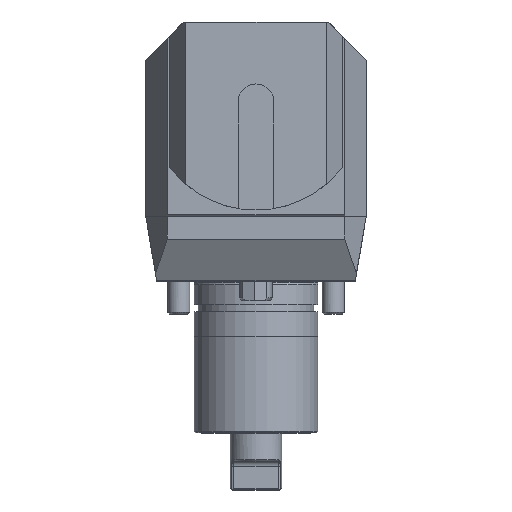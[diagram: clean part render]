
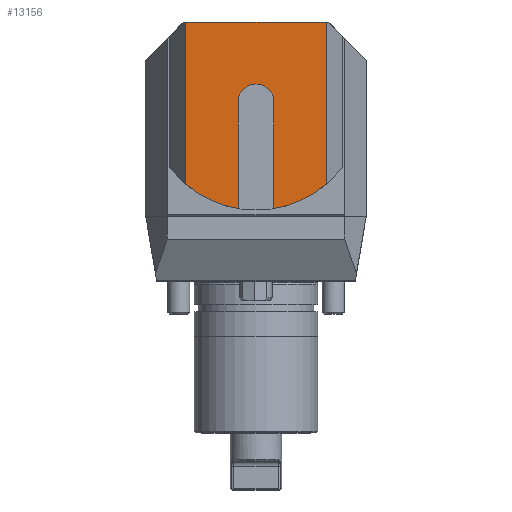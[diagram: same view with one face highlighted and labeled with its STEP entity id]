
A CAD part, top view. The second image highlights one B-rep face of the part: STEP entity #13156.
In plain terms, the highlighted planar face has unit normal (0, 0, 1).
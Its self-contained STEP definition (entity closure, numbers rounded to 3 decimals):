
#544 = DIRECTION ( 'NONE',  ( 0., 1., 0. ) ) ;
#1029 = EDGE_CURVE ( 'NONE', #26092, #19302, #7383, .T. ) ;
#1423 = CARTESIAN_POINT ( 'NONE',  ( 0.596, 52., 96.5 ) ) ;
#1905 = DIRECTION ( 'NONE',  ( 0., 0., 1. ) ) ;
#1956 = DIRECTION ( 'NONE',  ( -1., 0., 0. ) ) ;
#2399 = VERTEX_POINT ( 'NONE', #18533 ) ;
#2497 = LINE ( 'NONE', #14764, #21288 ) ;
#2915 = VECTOR ( 'NONE', #544, 1000. ) ;
#2965 = CARTESIAN_POINT ( 'NONE',  ( -24.881, 22.142, 96.5 ) ) ;
#3530 = DIRECTION ( 'NONE',  ( 0., -1., 0. ) ) ;
#4158 = ORIENTED_EDGE ( 'NONE', *, *, #22018, .T. ) ;
#4935 = EDGE_CURVE ( 'NONE', #9712, #22603, #14355, .T. ) ;
#5024 = ORIENTED_EDGE ( 'NONE', *, *, #17619, .T. ) ;
#5219 = AXIS2_PLACEMENT_3D ( 'NONE', #1423, #23828, #3530 ) ;
#5771 = DIRECTION ( 'NONE',  ( 0., -1., 0. ) ) ;
#6260 = VERTEX_POINT ( 'NONE', #9527 ) ;
#6297 = PLANE ( 'NONE',  #25804 ) ;
#6353 = VECTOR ( 'NONE', #21941, 1000. ) ;
#6406 = ORIENTED_EDGE ( 'NONE', *, *, #18494, .T. ) ;
#6882 = ORIENTED_EDGE ( 'NONE', *, *, #1029, .F. ) ;
#7383 = CIRCLE ( 'NONE', #12928, 6.5 ) ;
#7557 = AXIS2_PLACEMENT_3D ( 'NONE', #19750, #19626, #7745 ) ;
#7745 = DIRECTION ( 'NONE',  ( 0., -1., 0. ) ) ;
#8998 = CARTESIAN_POINT ( 'NONE',  ( 7.096, 52., 96.5 ) ) ;
#9527 = CARTESIAN_POINT ( 'NONE',  ( -24.881, 81., 96.5 ) ) ;
#9712 = VERTEX_POINT ( 'NONE', #14545 ) ;
#9971 = LINE ( 'NONE', #18355, #18194 ) ;
#10161 = FACE_OUTER_BOUND ( 'NONE', #11382, .T. ) ;
#10229 = ORIENTED_EDGE ( 'NONE', *, *, #21564, .T. ) ;
#10362 = CARTESIAN_POINT ( 'NONE',  ( 26.072, 22.142, 96.5 ) ) ;
#10398 = CARTESIAN_POINT ( 'NONE',  ( 7.096, 52., 96.5 ) ) ;
#10532 = LINE ( 'NONE', #10398, #2915 ) ;
#11135 = EDGE_CURVE ( 'NONE', #19302, #2399, #16419, .T. ) ;
#11382 = EDGE_LOOP ( 'NONE', ( #4158, #6406, #10229, #5024, #23215, #6882, #12890, #15423 ) ) ;
#12890 = ORIENTED_EDGE ( 'NONE', *, *, #14356, .F. ) ;
#12928 = AXIS2_PLACEMENT_3D ( 'NONE', #18828, #24860, #16826 ) ;
#13156 = ADVANCED_FACE ( 'Defeature completata1_115', ( #10161 ), #6297, .T. ) ;
#14355 = CIRCLE ( 'NONE', #7557, 39.25 ) ;
#14356 = EDGE_CURVE ( 'NONE', #9712, #26092, #10532, .T. ) ;
#14394 = CARTESIAN_POINT ( 'NONE',  ( -5.904, 52., 96.5 ) ) ;
#14545 = CARTESIAN_POINT ( 'NONE',  ( 7.096, 13.292, 96.5 ) ) ;
#14764 = CARTESIAN_POINT ( 'NONE',  ( 26.072, 52., 96.5 ) ) ;
#14766 = VERTEX_POINT ( 'NONE', #14964 ) ;
#14964 = CARTESIAN_POINT ( 'NONE',  ( 26.072, 81., 96.5 ) ) ;
#15423 = ORIENTED_EDGE ( 'NONE', *, *, #4935, .T. ) ;
#16181 = CARTESIAN_POINT ( 'NONE',  ( 0.596, 52., 96.5 ) ) ;
#16419 = LINE ( 'NONE', #14394, #24024 ) ;
#16732 = CIRCLE ( 'NONE', #5219, 39.25 ) ;
#16826 = DIRECTION ( 'NONE',  ( 0., -1., 0. ) ) ;
#17619 = EDGE_CURVE ( 'NONE', #18773, #2399, #16732, .T. ) ;
#18194 = VECTOR ( 'NONE', #1956, 1000. ) ;
#18355 = CARTESIAN_POINT ( 'NONE',  ( 0.596, 81., 96.5 ) ) ;
#18494 = EDGE_CURVE ( 'NONE', #14766, #6260, #9971, .T. ) ;
#18533 = CARTESIAN_POINT ( 'NONE',  ( -5.904, 13.292, 96.5 ) ) ;
#18773 = VERTEX_POINT ( 'NONE', #2965 ) ;
#18828 = CARTESIAN_POINT ( 'NONE',  ( 0.596, 52., 96.5 ) ) ;
#19302 = VERTEX_POINT ( 'NONE', #22327 ) ;
#19626 = DIRECTION ( 'NONE',  ( 0., 0., 1. ) ) ;
#19750 = CARTESIAN_POINT ( 'NONE',  ( 0.596, 52., 96.5 ) ) ;
#19831 = LINE ( 'NONE', #23568, #6353 ) ;
#21288 = VECTOR ( 'NONE', #22914, 1000. ) ;
#21564 = EDGE_CURVE ( 'NONE', #6260, #18773, #19831, .T. ) ;
#21941 = DIRECTION ( 'NONE',  ( 0., -1., 0. ) ) ;
#22018 = EDGE_CURVE ( 'NONE', #22603, #14766, #2497, .T. ) ;
#22327 = CARTESIAN_POINT ( 'NONE',  ( -5.904, 52., 96.5 ) ) ;
#22533 = DIRECTION ( 'NONE',  ( 0., -1., 0. ) ) ;
#22603 = VERTEX_POINT ( 'NONE', #10362 ) ;
#22914 = DIRECTION ( 'NONE',  ( 0., 1., 0. ) ) ;
#23215 = ORIENTED_EDGE ( 'NONE', *, *, #11135, .F. ) ;
#23568 = CARTESIAN_POINT ( 'NONE',  ( -24.881, 52., 96.5 ) ) ;
#23828 = DIRECTION ( 'NONE',  ( 0., 0., 1. ) ) ;
#24024 = VECTOR ( 'NONE', #22533, 1000. ) ;
#24860 = DIRECTION ( 'NONE',  ( 0., 0., 1. ) ) ;
#25804 = AXIS2_PLACEMENT_3D ( 'NONE', #16181, #1905, #5771 ) ;
#26092 = VERTEX_POINT ( 'NONE', #8998 ) ;
